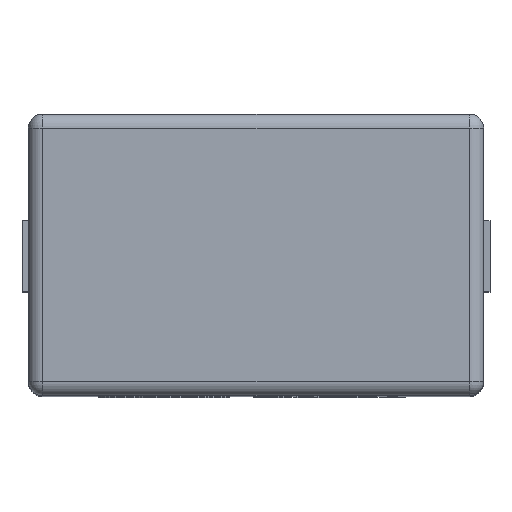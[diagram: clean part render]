
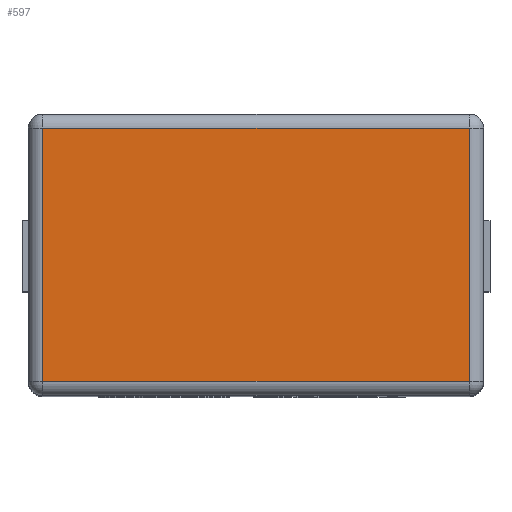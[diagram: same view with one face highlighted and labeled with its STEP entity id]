
A CAD part, top view. The second image highlights one B-rep face of the part: STEP entity #597.
In plain terms, the highlighted planar face has unit normal (0, 0, 1).
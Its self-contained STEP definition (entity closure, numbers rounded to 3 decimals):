
#305 = CARTESIAN_POINT ( 'NONE',  ( 1.5, 0.89, 4. ) ) ;
#597 = ADVANCED_FACE ( 'NONE', ( #7709 ), #9882, .T. ) ;
#722 = DIRECTION ( 'NONE',  ( 1., 0., 0. ) ) ;
#1153 = CARTESIAN_POINT ( 'NONE',  ( 1.6, -0.89, 4. ) ) ;
#1321 = EDGE_CURVE ( 'NONE', #4438, #2367, #5408, .T. ) ;
#1492 = EDGE_CURVE ( 'NONE', #8033, #11608, #8739, .T. ) ;
#1810 = DIRECTION ( 'NONE',  ( 0., 0., 1. ) ) ;
#1827 = EDGE_CURVE ( 'NONE', #2367, #8033, #9111, .T. ) ;
#2163 = CARTESIAN_POINT ( 'NONE',  ( -1.5, 0.89, 4. ) ) ;
#2367 = VERTEX_POINT ( 'NONE', #305 ) ;
#2436 = CARTESIAN_POINT ( 'NONE',  ( -1.5, -0.99, 4. ) ) ;
#2482 = ORIENTED_EDGE ( 'NONE', *, *, #1492, .T. ) ;
#3687 = VECTOR ( 'NONE', #4181, 1000. ) ;
#4181 = DIRECTION ( 'NONE',  ( 1., 0., 0. ) ) ;
#4275 = DIRECTION ( 'NONE',  ( 0., 1., 0. ) ) ;
#4438 = VERTEX_POINT ( 'NONE', #5146 ) ;
#4623 = ORIENTED_EDGE ( 'NONE', *, *, #7183, .T. ) ;
#4824 = VECTOR ( 'NONE', #4275, 1000. ) ;
#5146 = CARTESIAN_POINT ( 'NONE',  ( 1.5, -0.89, 4. ) ) ;
#5231 = AXIS2_PLACEMENT_3D ( 'NONE', #9742, #1810, #722 ) ;
#5408 = LINE ( 'NONE', #9589, #4824 ) ;
#6311 = ORIENTED_EDGE ( 'NONE', *, *, #1321, .T. ) ;
#6945 = VECTOR ( 'NONE', #10720, 1000. ) ;
#7183 = EDGE_CURVE ( 'NONE', #11608, #4438, #11118, .T. ) ;
#7523 = ORIENTED_EDGE ( 'NONE', *, *, #1827, .T. ) ;
#7709 = FACE_OUTER_BOUND ( 'NONE', #12975, .T. ) ;
#8033 = VERTEX_POINT ( 'NONE', #2163 ) ;
#8086 = CARTESIAN_POINT ( 'NONE',  ( -1.6, 0.89, 4. ) ) ;
#8550 = CARTESIAN_POINT ( 'NONE',  ( -1.5, -0.89, 4. ) ) ;
#8739 = LINE ( 'NONE', #2436, #6945 ) ;
#9111 = LINE ( 'NONE', #8086, #11140 ) ;
#9589 = CARTESIAN_POINT ( 'NONE',  ( 1.5, 0.99, 4. ) ) ;
#9742 = CARTESIAN_POINT ( 'NONE',  ( 0., 0., 4. ) ) ;
#9882 = PLANE ( 'NONE',  #5231 ) ;
#10720 = DIRECTION ( 'NONE',  ( 0., -1., 0. ) ) ;
#11118 = LINE ( 'NONE', #1153, #3687 ) ;
#11140 = VECTOR ( 'NONE', #12249, 1000. ) ;
#11608 = VERTEX_POINT ( 'NONE', #8550 ) ;
#12249 = DIRECTION ( 'NONE',  ( -1., 0., 0. ) ) ;
#12975 = EDGE_LOOP ( 'NONE', ( #2482, #4623, #6311, #7523 ) ) ;
